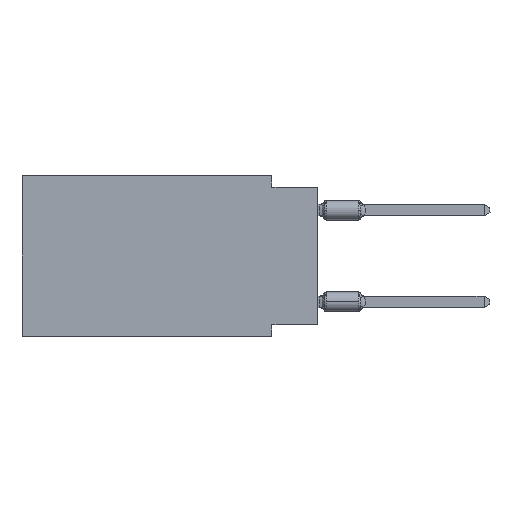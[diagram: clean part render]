
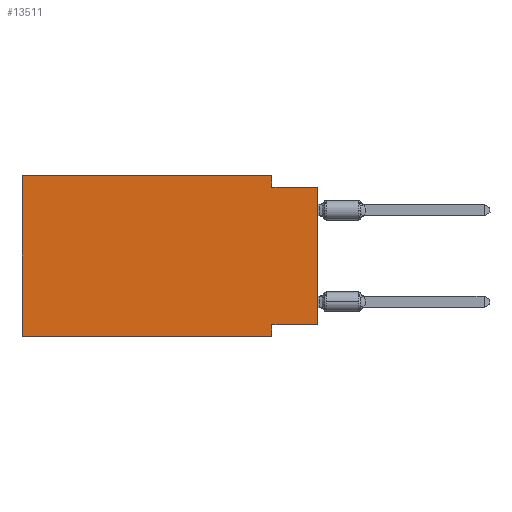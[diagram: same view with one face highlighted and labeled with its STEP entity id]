
A CAD part, left-side view. The second image highlights one B-rep face of the part: STEP entity #13511.
In plain terms, the highlighted planar face has unit normal (-1, 0, 0).
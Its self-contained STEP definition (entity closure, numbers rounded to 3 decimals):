
#150 = CARTESIAN_POINT ( 'NONE',  ( 0., 2.54, 0. ) ) ;
#491 = ORIENTED_EDGE ( 'NONE', *, *, #20500, .F. ) ;
#1013 = VERTEX_POINT ( 'NONE', #12430 ) ;
#1259 = ORIENTED_EDGE ( 'NONE', *, *, #24926, .F. ) ;
#1342 = DIRECTION ( 'NONE',  ( 0., 0., 1. ) ) ;
#1538 = CARTESIAN_POINT ( 'NONE',  ( 0., 2.54, -8.255 ) ) ;
#2823 = DIRECTION ( 'NONE',  ( 0., 0., 1. ) ) ;
#3664 = ORIENTED_EDGE ( 'NONE', *, *, #10324, .T. ) ;
#3830 = DIRECTION ( 'NONE',  ( 0., 0., -1. ) ) ;
#4649 = CARTESIAN_POINT ( 'NONE',  ( 0., 0., -8.255 ) ) ;
#4801 = CARTESIAN_POINT ( 'NONE',  ( 0., 16.383, 0. ) ) ;
#5044 = VERTEX_POINT ( 'NONE', #14951 ) ;
#5253 = CARTESIAN_POINT ( 'NONE',  ( 0., 2.54, 0. ) ) ;
#5839 = CARTESIAN_POINT ( 'NONE',  ( 0., 16.383, 0. ) ) ;
#5918 = LINE ( 'NONE', #17803, #20371 ) ;
#6849 = VECTOR ( 'NONE', #12629, 1000. ) ;
#7115 = DIRECTION ( 'NONE',  ( 1., 0., 0. ) ) ;
#7218 = CARTESIAN_POINT ( 'NONE',  ( 0., 0., -0.635 ) ) ;
#7351 = ORIENTED_EDGE ( 'NONE', *, *, #8535, .T. ) ;
#7638 = ORIENTED_EDGE ( 'NONE', *, *, #20209, .F. ) ;
#7838 = DIRECTION ( 'NONE',  ( 0., -1., 0. ) ) ;
#8441 = EDGE_LOOP ( 'NONE', ( #7351, #19541, #491, #9797, #9616, #3664, #7638, #1259 ) ) ;
#8535 = EDGE_CURVE ( 'NONE', #5044, #15142, #19508, .T. ) ;
#9300 = LINE ( 'NONE', #25507, #21747 ) ;
#9583 = CARTESIAN_POINT ( 'NONE',  ( 0., 0., 0. ) ) ;
#9616 = ORIENTED_EDGE ( 'NONE', *, *, #15826, .F. ) ;
#9619 = VECTOR ( 'NONE', #1342, 1000. ) ;
#9797 = ORIENTED_EDGE ( 'NONE', *, *, #17467, .F. ) ;
#9866 = VERTEX_POINT ( 'NONE', #150 ) ;
#9982 = EDGE_CURVE ( 'NONE', #21539, #15142, #11135, .T. ) ;
#10324 = EDGE_CURVE ( 'NONE', #16638, #1013, #10470, .T. ) ;
#10470 = LINE ( 'NONE', #22104, #21445 ) ;
#10939 = AXIS2_PLACEMENT_3D ( 'NONE', #12862, #7115, #14821 ) ;
#11135 = LINE ( 'NONE', #7218, #19815 ) ;
#12430 = CARTESIAN_POINT ( 'NONE',  ( 0., 2.54, -8.89 ) ) ;
#12447 = VECTOR ( 'NONE', #21191, 1000. ) ;
#12629 = DIRECTION ( 'NONE',  ( 0., 1., 0. ) ) ;
#12862 = CARTESIAN_POINT ( 'NONE',  ( 0., 16.383, 0. ) ) ;
#12966 = LINE ( 'NONE', #5253, #12447 ) ;
#13226 = DIRECTION ( 'NONE',  ( 0., -1., 0. ) ) ;
#13511 = ADVANCED_FACE ( 'NONE', ( #14695 ), #22669, .F. ) ;
#14695 = FACE_OUTER_BOUND ( 'NONE', #8441, .T. ) ;
#14821 = DIRECTION ( 'NONE',  ( 0., 0., -1. ) ) ;
#14854 = LINE ( 'NONE', #4801, #17629 ) ;
#14915 = CARTESIAN_POINT ( 'NONE',  ( 0., 0., -0.635 ) ) ;
#14951 = CARTESIAN_POINT ( 'NONE',  ( 0., 0., -8.255 ) ) ;
#15142 = VERTEX_POINT ( 'NONE', #14915 ) ;
#15826 = EDGE_CURVE ( 'NONE', #16638, #19767, #14854, .T. ) ;
#16232 = CARTESIAN_POINT ( 'NONE',  ( 0., 2.54, -0.635 ) ) ;
#16638 = VERTEX_POINT ( 'NONE', #20636 ) ;
#17467 = EDGE_CURVE ( 'NONE', #19767, #9866, #9300, .T. ) ;
#17629 = VECTOR ( 'NONE', #2823, 1000. ) ;
#17803 = CARTESIAN_POINT ( 'NONE',  ( 0., 2.54, -8.89 ) ) ;
#19508 = LINE ( 'NONE', #9583, #9619 ) ;
#19541 = ORIENTED_EDGE ( 'NONE', *, *, #9982, .F. ) ;
#19767 = VERTEX_POINT ( 'NONE', #5839 ) ;
#19815 = VECTOR ( 'NONE', #20672, 1000. ) ;
#20209 = EDGE_CURVE ( 'NONE', #22325, #1013, #5918, .T. ) ;
#20371 = VECTOR ( 'NONE', #3830, 1000. ) ;
#20500 = EDGE_CURVE ( 'NONE', #9866, #21539, #12966, .T. ) ;
#20636 = CARTESIAN_POINT ( 'NONE',  ( 0., 16.383, -8.89 ) ) ;
#20672 = DIRECTION ( 'NONE',  ( 0., -1., 0. ) ) ;
#21191 = DIRECTION ( 'NONE',  ( 0., 0., -1. ) ) ;
#21445 = VECTOR ( 'NONE', #7838, 1000. ) ;
#21539 = VERTEX_POINT ( 'NONE', #16232 ) ;
#21747 = VECTOR ( 'NONE', #13226, 1000. ) ;
#22104 = CARTESIAN_POINT ( 'NONE',  ( 0., 16.383, -8.89 ) ) ;
#22325 = VERTEX_POINT ( 'NONE', #1538 ) ;
#22556 = LINE ( 'NONE', #4649, #6849 ) ;
#22669 = PLANE ( 'NONE',  #10939 ) ;
#24926 = EDGE_CURVE ( 'NONE', #5044, #22325, #22556, .T. ) ;
#25507 = CARTESIAN_POINT ( 'NONE',  ( 0., 16.383, 0. ) ) ;
